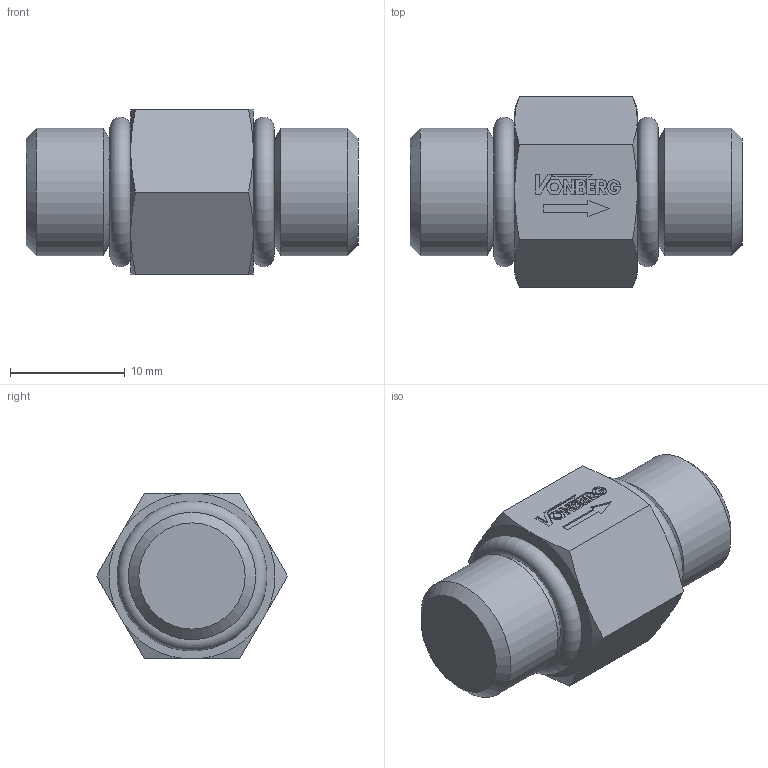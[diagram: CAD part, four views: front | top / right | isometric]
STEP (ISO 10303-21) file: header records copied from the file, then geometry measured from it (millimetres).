
FILE_DESCRIPTION((''),'2;1');
FILE_NAME('1904RR.stp','2015-01-02T11:57:01',('jml'),(''),'Autodesk Inventor 2010','Autodesk Inventor 2010','');
FILE_SCHEMA(('AUTOMOTIVE_DESIGN { 1 0 10303 214 1 1 1 1 }'));
Length unit declared in the file: inch
Products named in the file (3): 1904RR; 221249; 904 O-RING
Assembly tree (3 placements, depth 2):
  1904RR
    221249
    904 O-RING  x2
Bounding box: 28.96 x 16.66 x 14.43 mm (x, y, z)
Volume: 3720 mm3; surface area: 1962.1 mm2
Topology: 3 solids, 3 shells, 130 faces, 331 edges, 218 vertices
Faces by surface type: plane 93, cylinder 19, cone 16, torus 2
Full cylindrical faces by diameter (mm): 0.696 x1, 9.296 x2, 11.1 x2
Entity records: 3914 total; most frequent: CARTESIAN_POINT 720, ORIENTED_EDGE 640, DIRECTION 620, EDGE_CURVE 320, VECTOR 242, LINE 242, VERTEX_POINT 217, AXIS2_PLACEMENT_3D 189
